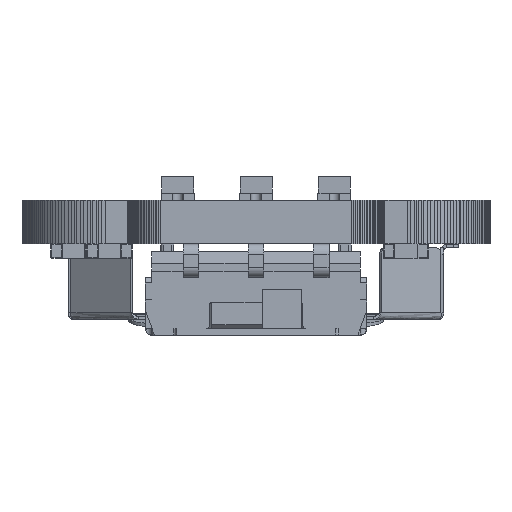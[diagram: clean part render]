
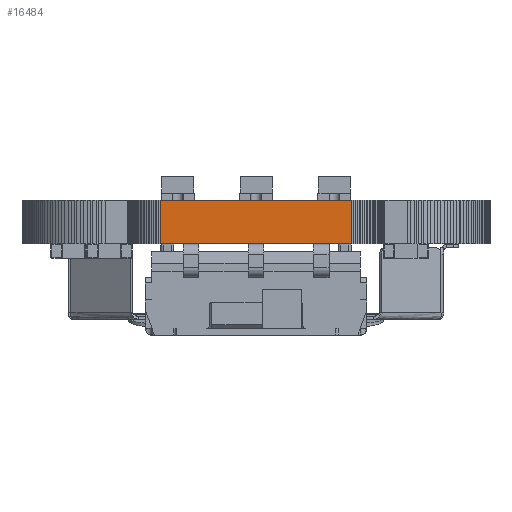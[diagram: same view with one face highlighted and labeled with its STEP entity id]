
A CAD part, front view. The second image highlights one B-rep face of the part: STEP entity #16484.
In plain terms, the highlighted planar face has unit normal (0, -1, 0).
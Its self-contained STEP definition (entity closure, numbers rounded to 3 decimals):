
#558=PLANE('',#17432);
#1243=FACE_OUTER_BOUND('',#2105,.T.);
#2105=EDGE_LOOP('',(#12080,#12081,#12082,#12083));
#3558=LINE('',#24385,#5596);
#3559=LINE('',#24388,#5597);
#3560=LINE('',#24390,#5598);
#3561=LINE('',#24391,#5599);
#5596=VECTOR('',#19748,10.);
#5597=VECTOR('',#19751,10.);
#5598=VECTOR('',#19752,10.);
#5599=VECTOR('',#19753,10.);
#7595=VERTEX_POINT('',#24381);
#7596=VERTEX_POINT('',#24383);
#7597=VERTEX_POINT('',#24387);
#7598=VERTEX_POINT('',#24389);
#9409=EDGE_CURVE('',#7595,#7596,#3558,.T.);
#9410=EDGE_CURVE('',#7597,#7595,#3559,.T.);
#9411=EDGE_CURVE('',#7598,#7596,#3560,.T.);
#9412=EDGE_CURVE('',#7597,#7598,#3561,.T.);
#12080=ORIENTED_EDGE('',*,*,#9410,.T.);
#12081=ORIENTED_EDGE('',*,*,#9409,.T.);
#12082=ORIENTED_EDGE('',*,*,#9411,.F.);
#12083=ORIENTED_EDGE('',*,*,#9412,.F.);
#16484=ADVANCED_FACE('',(#1243),#558,.T.);
#17432=AXIS2_PLACEMENT_3D('',#24386,#19749,#19750);
#19748=DIRECTION('',(0.,0.,1.));
#19749=DIRECTION('center_axis',(0.,-1.,0.));
#19750=DIRECTION('ref_axis',(1.,0.,0.));
#19751=DIRECTION('',(1.,0.,0.));
#19752=DIRECTION('',(1.,0.,0.));
#19753=DIRECTION('',(0.,0.,1.));
#24381=CARTESIAN_POINT('',(18.675,5.137,0.));
#24383=CARTESIAN_POINT('',(18.675,5.137,1.671));
#24385=CARTESIAN_POINT('',(18.675,5.137,0.));
#24386=CARTESIAN_POINT('Origin',(11.335,5.137,0.));
#24387=CARTESIAN_POINT('',(11.335,5.137,0.));
#24388=CARTESIAN_POINT('',(11.335,5.137,0.));
#24389=CARTESIAN_POINT('',(11.335,5.137,1.671));
#24390=CARTESIAN_POINT('',(11.335,5.137,1.671));
#24391=CARTESIAN_POINT('',(11.335,5.137,0.));
